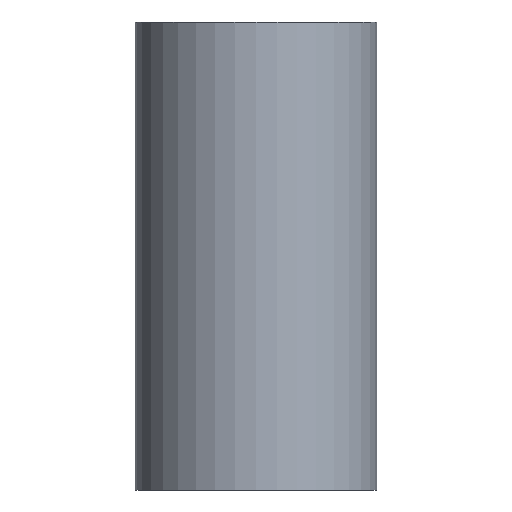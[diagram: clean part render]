
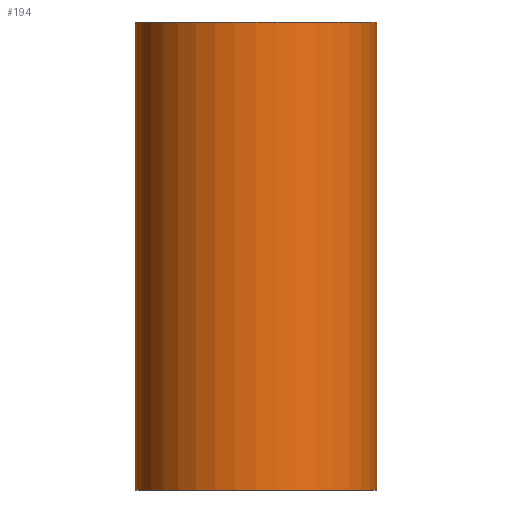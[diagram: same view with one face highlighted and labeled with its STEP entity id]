
A CAD part, front view. The second image highlights one B-rep face of the part: STEP entity #194.
In plain terms, the highlighted cylindrical face has radius 775 mm (diameter 1550 mm), a full revolution.
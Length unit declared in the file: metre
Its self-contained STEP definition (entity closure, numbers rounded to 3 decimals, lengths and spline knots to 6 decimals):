
#52=ORIENTED_EDGE('',*,*,#74,.F.);
#53=ORIENTED_EDGE('',*,*,#75,.T.);
#74=EDGE_CURVE('',#90,#90,#106,.T.);
#75=EDGE_CURVE('',#91,#91,#107,.T.);
#90=VERTEX_POINT('',#418);
#91=VERTEX_POINT('',#420);
#106=CIRCLE('',#288,0.775);
#107=CIRCLE('',#289,0.775);
#132=EDGE_LOOP('',(#52));
#133=EDGE_LOOP('',(#53));
#164=FACE_BOUND('',#132,.T.);
#165=FACE_BOUND('',#133,.T.);
#180=CYLINDRICAL_SURFACE('',#287,0.775);
#194=ADVANCED_FACE('',(#164,#165),#180,.T.);
#287=AXIS2_PLACEMENT_3D('',#416,#354,#355);
#288=AXIS2_PLACEMENT_3D('',#417,#356,#357);
#289=AXIS2_PLACEMENT_3D('',#419,#358,#359);
#354=DIRECTION('',(0.,0.,-1.));
#355=DIRECTION('',(-1.,0.,0.));
#356=DIRECTION('',(0.,0.,1.));
#357=DIRECTION('',(1.,0.,0.));
#358=DIRECTION('',(0.,0.,1.));
#359=DIRECTION('',(1.,0.,0.));
#416=CARTESIAN_POINT('',(0.,0.,1.5));
#417=CARTESIAN_POINT('',(0.,0.,1.5));
#418=CARTESIAN_POINT('',(0.775,0.,1.5));
#419=CARTESIAN_POINT('',(0.,0.,-1.5));
#420=CARTESIAN_POINT('',(0.775,0.,-1.5));
